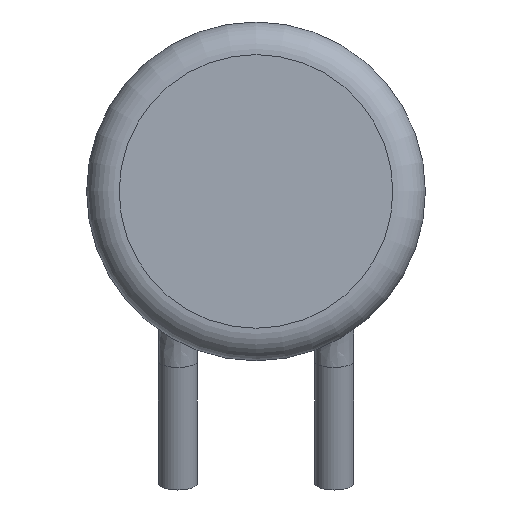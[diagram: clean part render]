
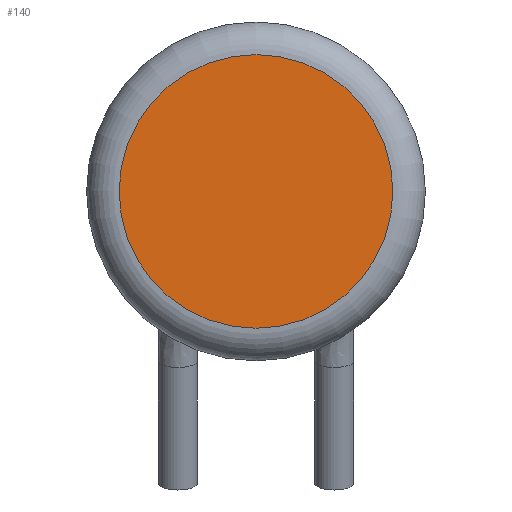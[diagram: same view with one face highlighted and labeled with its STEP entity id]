
A CAD part, front view. The second image highlights one B-rep face of the part: STEP entity #140.
In plain terms, the highlighted planar face has unit normal (0, -1, 0).
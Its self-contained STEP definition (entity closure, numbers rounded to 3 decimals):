
#19=PLANE('',#171);
#35=FACE_OUTER_BOUND('',#45,.T.);
#45=EDGE_LOOP('',(#118));
#59=CIRCLE('',#165,2.1);
#70=VERTEX_POINT('',#420);
#84=EDGE_CURVE('',#70,#70,#59,.T.);
#118=ORIENTED_EDGE('',*,*,#84,.F.);
#140=ADVANCED_FACE('',(#35),#19,.F.);
#165=AXIS2_PLACEMENT_3D('',#421,#195,#196);
#171=AXIS2_PLACEMENT_3D('',#431,#208,#209);
#195=DIRECTION('center_axis',(0.,1.,0.));
#196=DIRECTION('ref_axis',(1.,0.,0.));
#208=DIRECTION('center_axis',(0.,1.,0.));
#209=DIRECTION('ref_axis',(1.,0.,0.));
#420=CARTESIAN_POINT('',(0.,-12.5,2.1));
#421=CARTESIAN_POINT('Origin',(0.,-12.5,0.));
#431=CARTESIAN_POINT('Origin',(0.,-12.5,0.));
